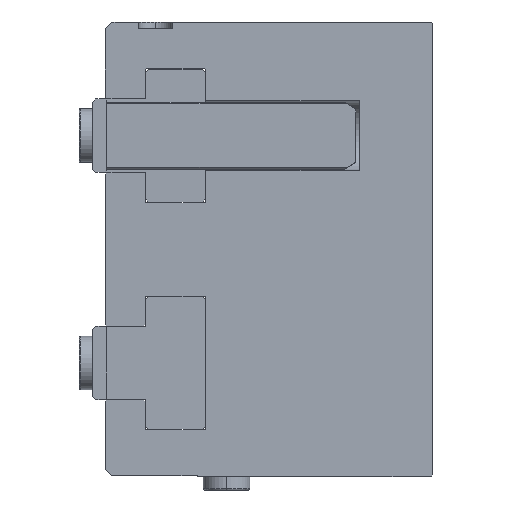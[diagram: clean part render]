
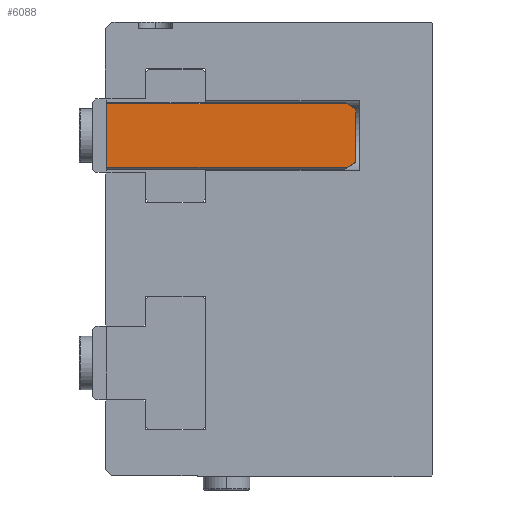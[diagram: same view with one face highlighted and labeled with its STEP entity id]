
A CAD part, left-side view. The second image highlights one B-rep face of the part: STEP entity #6088.
In plain terms, the highlighted planar face has unit normal (-1, 0, 0).
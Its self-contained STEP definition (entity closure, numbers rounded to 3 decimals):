
#71 = VECTOR ( 'NONE', #7804, 1000. ) ;
#529 = LINE ( 'NONE', #4484, #6121 ) ;
#856 = LINE ( 'NONE', #6213, #71 ) ;
#1087 = CARTESIAN_POINT ( 'NONE',  ( 0., 2.634, -9.5 ) ) ;
#1194 = ORIENTED_EDGE ( 'NONE', *, *, #4057, .F. ) ;
#1281 = ORIENTED_EDGE ( 'NONE', *, *, #8210, .F. ) ;
#1375 = VERTEX_POINT ( 'NONE', #9695 ) ;
#1638 = LINE ( 'NONE', #10140, #5362 ) ;
#1960 = DIRECTION ( 'NONE',  ( 0., 0., -1. ) ) ;
#2203 = VERTEX_POINT ( 'NONE', #8714 ) ;
#2430 = CARTESIAN_POINT ( 'NONE',  ( 0., 2.634, 9.5 ) ) ;
#2644 = EDGE_LOOP ( 'NONE', ( #10015, #6414, #7157, #6887, #1194, #1281 ) ) ;
#2718 = CARTESIAN_POINT ( 'NONE',  ( 0., 0., -7.979 ) ) ;
#2972 = DIRECTION ( 'NONE',  ( 0., -0.866, -0.5 ) ) ;
#3127 = PLANE ( 'NONE',  #4206 ) ;
#3182 = VERTEX_POINT ( 'NONE', #1087 ) ;
#3883 = VERTEX_POINT ( 'NONE', #4853 ) ;
#4057 = EDGE_CURVE ( 'NONE', #6710, #2203, #5287, .T. ) ;
#4190 = VECTOR ( 'NONE', #6362, 1000. ) ;
#4206 = AXIS2_PLACEMENT_3D ( 'NONE', #7295, #8834, #1960 ) ;
#4253 = DIRECTION ( 'NONE',  ( 0., -1., 0. ) ) ;
#4386 = DIRECTION ( 'NONE',  ( 0., 0., 1. ) ) ;
#4484 = CARTESIAN_POINT ( 'NONE',  ( 0., 74.5, 10. ) ) ;
#4531 = CARTESIAN_POINT ( 'NONE',  ( 0., 2.634, 9.5 ) ) ;
#4759 = DIRECTION ( 'NONE',  ( 0., 0., -1. ) ) ;
#4853 = CARTESIAN_POINT ( 'NONE',  ( 0., 74.5, -9.5 ) ) ;
#5179 = EDGE_CURVE ( 'NONE', #3182, #3883, #856, .T. ) ;
#5287 = LINE ( 'NONE', #4531, #9241 ) ;
#5362 = VECTOR ( 'NONE', #4759, 1000. ) ;
#5465 = EDGE_CURVE ( 'NONE', #7267, #3182, #7883, .T. ) ;
#5673 = LINE ( 'NONE', #8170, #7931 ) ;
#6088 = ADVANCED_FACE ( 'NONE', ( #10184 ), #3127, .F. ) ;
#6121 = VECTOR ( 'NONE', #4386, 1000. ) ;
#6213 = CARTESIAN_POINT ( 'NONE',  ( 0., 37.25, -9.5 ) ) ;
#6362 = DIRECTION ( 'NONE',  ( 0., 0.866, -0.5 ) ) ;
#6414 = ORIENTED_EDGE ( 'NONE', *, *, #5179, .F. ) ;
#6710 = VERTEX_POINT ( 'NONE', #2430 ) ;
#6887 = ORIENTED_EDGE ( 'NONE', *, *, #9037, .F. ) ;
#7022 = CARTESIAN_POINT ( 'NONE',  ( 0., 0., -7.979 ) ) ;
#7157 = ORIENTED_EDGE ( 'NONE', *, *, #5465, .F. ) ;
#7267 = VERTEX_POINT ( 'NONE', #2718 ) ;
#7295 = CARTESIAN_POINT ( 'NONE',  ( 0., 37.25, 0. ) ) ;
#7732 = EDGE_CURVE ( 'NONE', #3883, #1375, #529, .T. ) ;
#7804 = DIRECTION ( 'NONE',  ( 0., 1., 0. ) ) ;
#7883 = LINE ( 'NONE', #7022, #4190 ) ;
#7931 = VECTOR ( 'NONE', #4253, 1000. ) ;
#8170 = CARTESIAN_POINT ( 'NONE',  ( 0., 37.25, 9.5 ) ) ;
#8210 = EDGE_CURVE ( 'NONE', #1375, #6710, #5673, .T. ) ;
#8714 = CARTESIAN_POINT ( 'NONE',  ( 0., 0., 7.979 ) ) ;
#8834 = DIRECTION ( 'NONE',  ( 1., 0., 0. ) ) ;
#9037 = EDGE_CURVE ( 'NONE', #2203, #7267, #1638, .T. ) ;
#9241 = VECTOR ( 'NONE', #2972, 1000. ) ;
#9695 = CARTESIAN_POINT ( 'NONE',  ( 0., 74.5, 9.5 ) ) ;
#10015 = ORIENTED_EDGE ( 'NONE', *, *, #7732, .F. ) ;
#10140 = CARTESIAN_POINT ( 'NONE',  ( 0., 0., 0. ) ) ;
#10184 = FACE_OUTER_BOUND ( 'NONE', #2644, .T. ) ;
